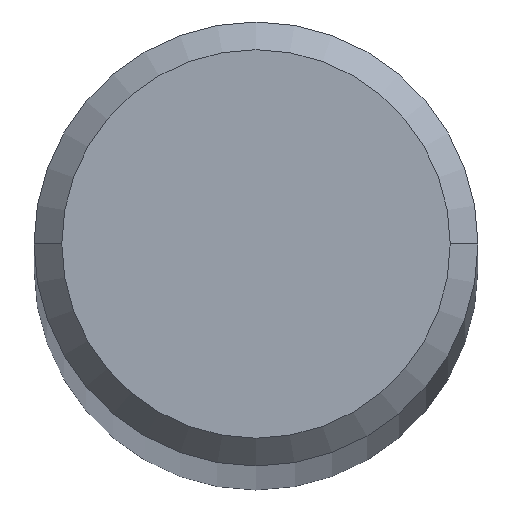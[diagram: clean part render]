
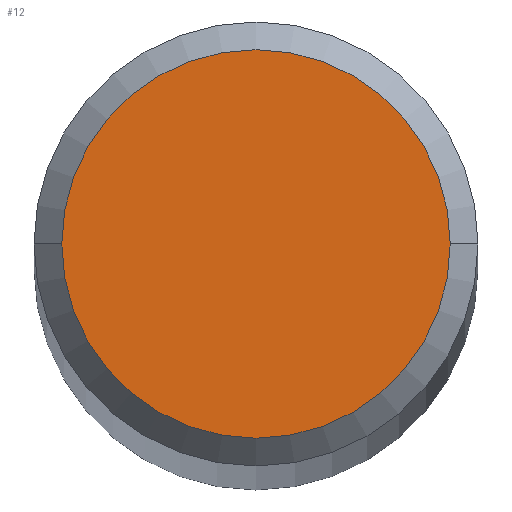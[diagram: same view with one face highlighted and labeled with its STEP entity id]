
A CAD part, top view. The second image highlights one B-rep face of the part: STEP entity #12.
In plain terms, the highlighted planar face has unit normal (0, 0, 1).
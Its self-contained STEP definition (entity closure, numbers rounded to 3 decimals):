
#12 = ADVANCED_FACE ( 'NONE', ( #122 ), #86, .T. ) ;
#16 = EDGE_LOOP ( 'NONE', ( #23, #45 ) ) ;
#23 = ORIENTED_EDGE ( 'NONE', *, *, #60, .T. ) ;
#30 = CARTESIAN_POINT ( 'NONE',  ( 0., 0., 124.4 ) ) ;
#31 = DIRECTION ( 'NONE',  ( 0., 0., 1. ) ) ;
#45 = ORIENTED_EDGE ( 'NONE', *, *, #130, .T. ) ;
#60 = EDGE_CURVE ( 'NONE', #199, #216, #132, .T. ) ;
#67 = CARTESIAN_POINT ( 'NONE',  ( 0., 0., 124.4 ) ) ;
#86 = PLANE ( 'NONE',  #197 ) ;
#118 = DIRECTION ( 'NONE',  ( 1., 0., 0. ) ) ;
#122 = FACE_OUTER_BOUND ( 'NONE', #16, .T. ) ;
#130 = EDGE_CURVE ( 'NONE', #216, #199, #232, .T. ) ;
#132 = CIRCLE ( 'NONE', #263, 3.5 ) ;
#133 = DIRECTION ( 'NONE',  ( 1., 0., 0. ) ) ;
#158 = AXIS2_PLACEMENT_3D ( 'NONE', #30, #31, #163 ) ;
#163 = DIRECTION ( 'NONE',  ( 1., 0., 0. ) ) ;
#175 = CARTESIAN_POINT ( 'NONE',  ( 0., 0., 124.4 ) ) ;
#185 = CARTESIAN_POINT ( 'NONE',  ( -3.5, 0., 124.4 ) ) ;
#197 = AXIS2_PLACEMENT_3D ( 'NONE', #67, #237, #133 ) ;
#199 = VERTEX_POINT ( 'NONE', #185 ) ;
#216 = VERTEX_POINT ( 'NONE', #264 ) ;
#226 = DIRECTION ( 'NONE',  ( 0., 0., 1. ) ) ;
#232 = CIRCLE ( 'NONE', #158, 3.5 ) ;
#237 = DIRECTION ( 'NONE',  ( 0., 0., 1. ) ) ;
#263 = AXIS2_PLACEMENT_3D ( 'NONE', #175, #226, #118 ) ;
#264 = CARTESIAN_POINT ( 'NONE',  ( 3.5, 0., 124.4 ) ) ;
